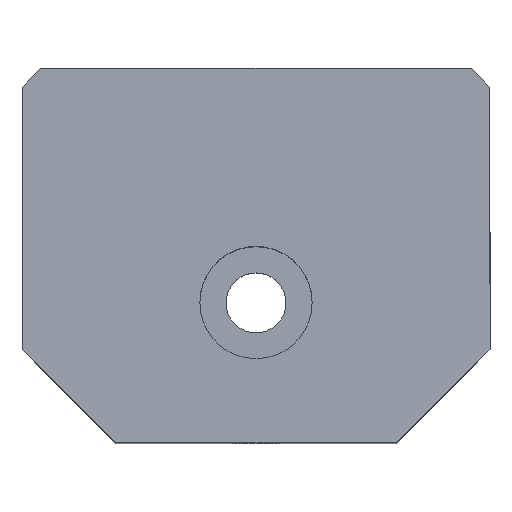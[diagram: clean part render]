
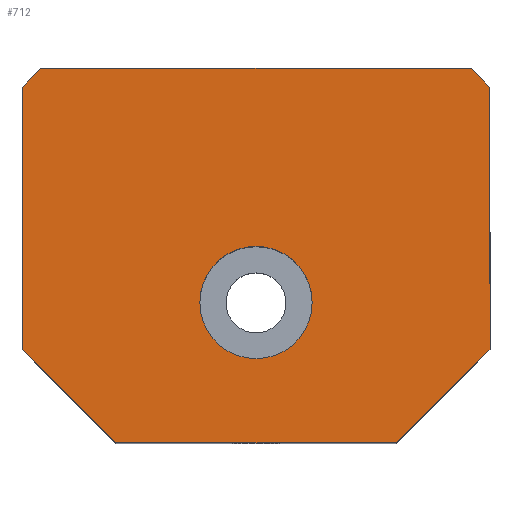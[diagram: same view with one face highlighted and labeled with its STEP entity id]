
A CAD part, top view. The second image highlights one B-rep face of the part: STEP entity #712.
In plain terms, the highlighted planar face has unit normal (0, 0, 1).
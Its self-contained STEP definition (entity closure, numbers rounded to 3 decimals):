
#12 = DIRECTION ( 'NONE',  ( 1., 0., 0. ) ) ;
#58 = VERTEX_POINT ( 'NONE', #384 ) ;
#70 = CARTESIAN_POINT ( 'NONE',  ( -12.5, 10., 20. ) ) ;
#74 = LINE ( 'NONE', #139, #814 ) ;
#83 = CARTESIAN_POINT ( 'NONE',  ( 12.5, 10., 20. ) ) ;
#96 = DIRECTION ( 'NONE',  ( 1., 0., 0. ) ) ;
#139 = CARTESIAN_POINT ( 'NONE',  ( 8.75, -8.75, 20. ) ) ;
#150 = CIRCLE ( 'NONE', #209, 3. ) ;
#153 = CARTESIAN_POINT ( 'NONE',  ( 10.75, 10.75, 20. ) ) ;
#177 = VECTOR ( 'NONE', #326, 1000. ) ;
#191 = AXIS2_PLACEMENT_3D ( 'NONE', #342, #272, #12 ) ;
#200 = CARTESIAN_POINT ( 'NONE',  ( -12.5, 10., 20. ) ) ;
#206 = LINE ( 'NONE', #200, #446 ) ;
#207 = DIRECTION ( 'NONE',  ( -1., 0., 0. ) ) ;
#209 = AXIS2_PLACEMENT_3D ( 'NONE', #612, #402, #756 ) ;
#216 = DIRECTION ( 'NONE',  ( -0.707, -0.707, 0. ) ) ;
#224 = DIRECTION ( 'NONE',  ( 0., 1., 0. ) ) ;
#227 = EDGE_CURVE ( 'NONE', #361, #741, #591, .T. ) ;
#250 = ORIENTED_EDGE ( 'NONE', *, *, #227, .T. ) ;
#254 = EDGE_CURVE ( 'NONE', #741, #299, #416, .T. ) ;
#266 = FACE_BOUND ( 'NONE', #344, .T. ) ;
#270 = ORIENTED_EDGE ( 'NONE', *, *, #677, .T. ) ;
#272 = DIRECTION ( 'NONE',  ( 0., 0., 1. ) ) ;
#286 = CARTESIAN_POINT ( 'NONE',  ( -11.5, 10., 20. ) ) ;
#299 = VERTEX_POINT ( 'NONE', #286 ) ;
#316 = EDGE_CURVE ( 'NONE', #58, #361, #560, .T. ) ;
#324 = EDGE_CURVE ( 'NONE', #299, #561, #820, .T. ) ;
#326 = DIRECTION ( 'NONE',  ( 0.707, -0.707, 0. ) ) ;
#340 = EDGE_LOOP ( 'NONE', ( #431, #758, #356, #626, #576, #270, #568, #250 ) ) ;
#342 = CARTESIAN_POINT ( 'NONE',  ( 0., 0., 20. ) ) ;
#344 = EDGE_LOOP ( 'NONE', ( #871 ) ) ;
#356 = ORIENTED_EDGE ( 'NONE', *, *, #596, .T. ) ;
#361 = VERTEX_POINT ( 'NONE', #443 ) ;
#384 = CARTESIAN_POINT ( 'NONE',  ( 12.5, -5., 20. ) ) ;
#392 = EDGE_CURVE ( 'NONE', #509, #710, #647, .T. ) ;
#402 = DIRECTION ( 'NONE',  ( 0., 0., 1. ) ) ;
#416 = LINE ( 'NONE', #70, #784 ) ;
#420 = CARTESIAN_POINT ( 'NONE',  ( -12.5, 9., 20. ) ) ;
#422 = VERTEX_POINT ( 'NONE', #511 ) ;
#431 = ORIENTED_EDGE ( 'NONE', *, *, #254, .T. ) ;
#443 = CARTESIAN_POINT ( 'NONE',  ( 12.5, 9., 20. ) ) ;
#446 = VECTOR ( 'NONE', #467, 1000. ) ;
#467 = DIRECTION ( 'NONE',  ( 0., -1., 0. ) ) ;
#471 = FACE_OUTER_BOUND ( 'NONE', #340, .T. ) ;
#479 = CARTESIAN_POINT ( 'NONE',  ( -10.75, 10.75, 20. ) ) ;
#484 = DIRECTION ( 'NONE',  ( 0.707, 0.707, 0. ) ) ;
#485 = EDGE_CURVE ( 'NONE', #422, #509, #863, .T. ) ;
#502 = VECTOR ( 'NONE', #216, 1000. ) ;
#509 = VERTEX_POINT ( 'NONE', #660 ) ;
#511 = CARTESIAN_POINT ( 'NONE',  ( -12.5, -5., 20. ) ) ;
#517 = VECTOR ( 'NONE', #224, 1000. ) ;
#560 = LINE ( 'NONE', #83, #517 ) ;
#561 = VERTEX_POINT ( 'NONE', #420 ) ;
#568 = ORIENTED_EDGE ( 'NONE', *, *, #316, .T. ) ;
#574 = CARTESIAN_POINT ( 'NONE',  ( 11.5, 10., 20. ) ) ;
#576 = ORIENTED_EDGE ( 'NONE', *, *, #392, .T. ) ;
#583 = EDGE_CURVE ( 'NONE', #598, #598, #150, .T. ) ;
#591 = LINE ( 'NONE', #153, #644 ) ;
#596 = EDGE_CURVE ( 'NONE', #561, #422, #206, .T. ) ;
#598 = VERTEX_POINT ( 'NONE', #724 ) ;
#612 = CARTESIAN_POINT ( 'NONE',  ( 0., -2.5, 20. ) ) ;
#624 = CARTESIAN_POINT ( 'NONE',  ( 7.5, -10., 20. ) ) ;
#626 = ORIENTED_EDGE ( 'NONE', *, *, #485, .T. ) ;
#644 = VECTOR ( 'NONE', #753, 1000. ) ;
#647 = LINE ( 'NONE', #848, #856 ) ;
#660 = CARTESIAN_POINT ( 'NONE',  ( -7.5, -10., 20. ) ) ;
#677 = EDGE_CURVE ( 'NONE', #710, #58, #74, .T. ) ;
#710 = VERTEX_POINT ( 'NONE', #624 ) ;
#712 = ADVANCED_FACE ( 'NONE', ( #266, #471 ), #747, .T. ) ;
#724 = CARTESIAN_POINT ( 'NONE',  ( 3., -2.5, 20. ) ) ;
#735 = CARTESIAN_POINT ( 'NONE',  ( -8.75, -8.75, 20. ) ) ;
#741 = VERTEX_POINT ( 'NONE', #574 ) ;
#747 = PLANE ( 'NONE',  #191 ) ;
#753 = DIRECTION ( 'NONE',  ( -0.707, 0.707, 0. ) ) ;
#756 = DIRECTION ( 'NONE',  ( 1., 0., 0. ) ) ;
#758 = ORIENTED_EDGE ( 'NONE', *, *, #324, .T. ) ;
#784 = VECTOR ( 'NONE', #207, 1000. ) ;
#814 = VECTOR ( 'NONE', #484, 1000. ) ;
#820 = LINE ( 'NONE', #479, #502 ) ;
#848 = CARTESIAN_POINT ( 'NONE',  ( -12.5, -10., 20. ) ) ;
#856 = VECTOR ( 'NONE', #96, 1000. ) ;
#863 = LINE ( 'NONE', #735, #177 ) ;
#871 = ORIENTED_EDGE ( 'NONE', *, *, #583, .F. ) ;
